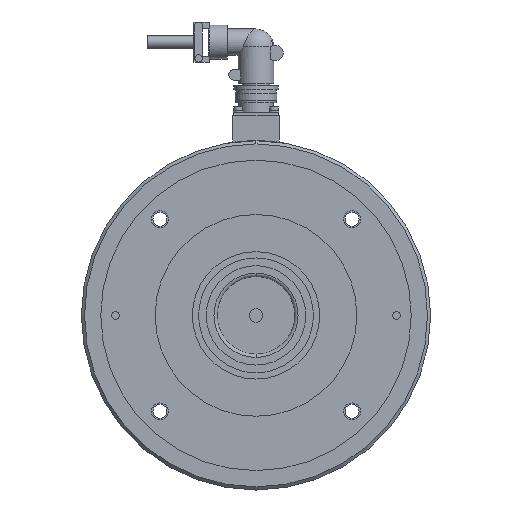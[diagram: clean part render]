
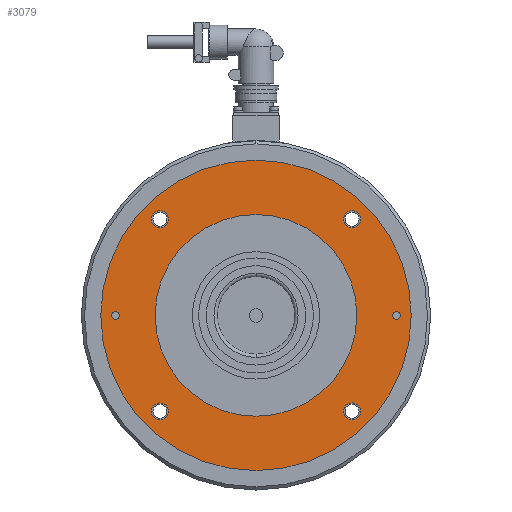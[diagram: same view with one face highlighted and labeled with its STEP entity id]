
A CAD part, left-side view. The second image highlights one B-rep face of the part: STEP entity #3079.
In plain terms, the highlighted face is planar.
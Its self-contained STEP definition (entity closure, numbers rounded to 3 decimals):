
#2429=CARTESIAN_POINT('',(3.1,100.0,0.0));
#2430=VERTEX_POINT('',#2429);
#2439=CARTESIAN_POINT('',(3.1,-100.0,0.));
#2440=VERTEX_POINT('',#2439);
#2441=CARTESIAN_POINT('',(3.1,0.0,0.0));
#2442=DIRECTION('',(1.0,0.0,0.0));
#2443=DIRECTION('',(0.0,1.0,0.0));
#2444=AXIS2_PLACEMENT_3D('',#2441,#2442,#2443);
#2445=CIRCLE('',#2444,100.0);
#2446=EDGE_CURVE('',#2440,#2430,#2445,.T.);
#2599=CARTESIAN_POINT('',(3.1,65.0,0.0));
#2600=VERTEX_POINT('',#2599);
#2616=CARTESIAN_POINT('',(3.1,-65.0,0.));
#2617=VERTEX_POINT('',#2616);
#2624=CARTESIAN_POINT('',(3.1,0.0,0.0));
#2625=DIRECTION('',(1.0,0.0,0.0));
#2626=DIRECTION('',(0.0,1.0,0.0));
#2627=AXIS2_PLACEMENT_3D('',#2624,#2625,#2626);
#2628=CIRCLE('',#2627,65.0);
#2629=EDGE_CURVE('',#2617,#2600,#2628,.T.);
#2641=CARTESIAN_POINT('',(3.1,61.872,-56.372));
#2642=VERTEX_POINT('',#2641);
#2658=CARTESIAN_POINT('',(3.1,61.872,-67.372));
#2659=VERTEX_POINT('',#2658);
#2666=CARTESIAN_POINT('',(3.1,61.872,-61.872));
#2667=DIRECTION('',(-1.0,0.0,0.0));
#2668=DIRECTION('',(0.0,0.0,1.0));
#2669=AXIS2_PLACEMENT_3D('',#2666,#2667,#2668);
#2670=CIRCLE('',#2669,5.5);
#2671=EDGE_CURVE('',#2642,#2659,#2670,.T.);
#2683=CARTESIAN_POINT('',(3.1,90.5,2.5));
#2684=VERTEX_POINT('',#2683);
#2700=CARTESIAN_POINT('',(3.1,90.5,-2.5));
#2701=VERTEX_POINT('',#2700);
#2708=CARTESIAN_POINT('',(3.1,90.5,0.));
#2709=DIRECTION('',(-1.0,0.0,0.0));
#2710=DIRECTION('',(0.0,0.0,1.0));
#2711=AXIS2_PLACEMENT_3D('',#2708,#2709,#2710);
#2712=CIRCLE('',#2711,2.5);
#2713=EDGE_CURVE('',#2684,#2701,#2712,.T.);
#2725=CARTESIAN_POINT('',(3.1,-56.372,-61.872));
#2726=VERTEX_POINT('',#2725);
#2742=CARTESIAN_POINT('',(3.1,-67.372,-61.872));
#2743=VERTEX_POINT('',#2742);
#2750=CARTESIAN_POINT('',(3.1,-61.872,-61.872));
#2751=DIRECTION('',(-1.0,0.0,0.0));
#2752=DIRECTION('',(0.0,1.0,0.0));
#2753=AXIS2_PLACEMENT_3D('',#2750,#2751,#2752);
#2754=CIRCLE('',#2753,5.5);
#2755=EDGE_CURVE('',#2726,#2743,#2754,.T.);
#2767=CARTESIAN_POINT('',(3.1,-61.872,56.372));
#2768=VERTEX_POINT('',#2767);
#2784=CARTESIAN_POINT('',(3.1,-61.872,67.372));
#2785=VERTEX_POINT('',#2784);
#2792=CARTESIAN_POINT('',(3.1,-61.872,61.872));
#2793=DIRECTION('',(-1.0,0.0,0.0));
#2794=DIRECTION('',(0.0,0.0,-1.0));
#2795=AXIS2_PLACEMENT_3D('',#2792,#2793,#2794);
#2796=CIRCLE('',#2795,5.5);
#2797=EDGE_CURVE('',#2768,#2785,#2796,.T.);
#2809=CARTESIAN_POINT('',(3.1,56.372,61.872));
#2810=VERTEX_POINT('',#2809);
#2826=CARTESIAN_POINT('',(3.1,67.372,61.872));
#2827=VERTEX_POINT('',#2826);
#2834=CARTESIAN_POINT('',(3.1,61.872,61.872));
#2835=DIRECTION('',(-1.0,0.0,0.0));
#2836=DIRECTION('',(0.0,-1.0,0.0));
#2837=AXIS2_PLACEMENT_3D('',#2834,#2835,#2836);
#2838=CIRCLE('',#2837,5.5);
#2839=EDGE_CURVE('',#2810,#2827,#2838,.T.);
#2851=CARTESIAN_POINT('',(3.1,-90.5,-2.5));
#2852=VERTEX_POINT('',#2851);
#2868=CARTESIAN_POINT('',(3.1,-90.5,2.5));
#2869=VERTEX_POINT('',#2868);
#2876=CARTESIAN_POINT('',(3.1,-90.5,0.));
#2877=DIRECTION('',(-1.0,0.0,0.0));
#2878=DIRECTION('',(0.0,0.0,-1.0));
#2879=AXIS2_PLACEMENT_3D('',#2876,#2877,#2878);
#2880=CIRCLE('',#2879,2.5);
#2881=EDGE_CURVE('',#2852,#2869,#2880,.T.);
#2892=CARTESIAN_POINT('',(3.1,-90.5,0.));
#2893=DIRECTION('',(-1.0,0.0,0.0));
#2894=DIRECTION('',(0.0,0.0,-1.0));
#2895=AXIS2_PLACEMENT_3D('',#2892,#2893,#2894);
#2896=CIRCLE('',#2895,2.5);
#2897=EDGE_CURVE('',#2869,#2852,#2896,.T.);
#2916=CARTESIAN_POINT('',(3.1,61.872,61.872));
#2917=DIRECTION('',(-1.0,0.0,0.0));
#2918=DIRECTION('',(0.0,-1.0,0.0));
#2919=AXIS2_PLACEMENT_3D('',#2916,#2917,#2918);
#2920=CIRCLE('',#2919,5.5);
#2921=EDGE_CURVE('',#2827,#2810,#2920,.T.);
#2940=CARTESIAN_POINT('',(3.1,-61.872,61.872));
#2941=DIRECTION('',(-1.0,0.0,0.0));
#2942=DIRECTION('',(0.0,0.0,-1.0));
#2943=AXIS2_PLACEMENT_3D('',#2940,#2941,#2942);
#2944=CIRCLE('',#2943,5.5);
#2945=EDGE_CURVE('',#2785,#2768,#2944,.T.);
#2964=CARTESIAN_POINT('',(3.1,-61.872,-61.872));
#2965=DIRECTION('',(-1.0,0.0,0.0));
#2966=DIRECTION('',(0.0,1.0,0.0));
#2967=AXIS2_PLACEMENT_3D('',#2964,#2965,#2966);
#2968=CIRCLE('',#2967,5.5);
#2969=EDGE_CURVE('',#2743,#2726,#2968,.T.);
#2988=CARTESIAN_POINT('',(3.1,90.5,0.));
#2989=DIRECTION('',(-1.0,0.0,0.0));
#2990=DIRECTION('',(0.0,0.0,1.0));
#2991=AXIS2_PLACEMENT_3D('',#2988,#2989,#2990);
#2992=CIRCLE('',#2991,2.5);
#2993=EDGE_CURVE('',#2701,#2684,#2992,.T.);
#3012=CARTESIAN_POINT('',(3.1,61.872,-61.872));
#3013=DIRECTION('',(-1.0,0.0,0.0));
#3014=DIRECTION('',(0.0,0.0,1.0));
#3015=AXIS2_PLACEMENT_3D('',#3012,#3013,#3014);
#3016=CIRCLE('',#3015,5.5);
#3017=EDGE_CURVE('',#2659,#2642,#3016,.T.);
#3030=CARTESIAN_POINT('',(3.1,-110.0,110.0));
#3031=DIRECTION('',(1.0,0.0,0.0));
#3032=DIRECTION('',(0.0,0.0,-1.0));
#3033=AXIS2_PLACEMENT_3D('',#3030,#3031,#3032);
#3034=PLANE('',#3033);
#3035=CARTESIAN_POINT('',(3.1,0.0,0.0));
#3036=DIRECTION('',(1.0,0.0,0.0));
#3037=DIRECTION('',(0.0,1.0,0.0));
#3038=AXIS2_PLACEMENT_3D('',#3035,#3036,#3037);
#3039=CIRCLE('',#3038,100.0);
#3040=EDGE_CURVE('',#2430,#2440,#3039,.T.);
#3041=ORIENTED_EDGE('',*,*,#3040,.T.);
#3042=ORIENTED_EDGE('',*,*,#2446,.T.);
#3043=EDGE_LOOP('',(#3041,#3042));
#3044=FACE_OUTER_BOUND('',#3043,.T.);
#3045=ORIENTED_EDGE('',*,*,#2897,.T.);
#3046=ORIENTED_EDGE('',*,*,#2881,.T.);
#3047=EDGE_LOOP('',(#3045,#3046));
#3048=FACE_BOUND('',#3047,.T.);
#3049=ORIENTED_EDGE('',*,*,#2921,.T.);
#3050=ORIENTED_EDGE('',*,*,#2839,.T.);
#3051=EDGE_LOOP('',(#3049,#3050));
#3052=FACE_BOUND('',#3051,.T.);
#3053=ORIENTED_EDGE('',*,*,#2945,.T.);
#3054=ORIENTED_EDGE('',*,*,#2797,.T.);
#3055=EDGE_LOOP('',(#3053,#3054));
#3056=FACE_BOUND('',#3055,.T.);
#3057=ORIENTED_EDGE('',*,*,#2969,.T.);
#3058=ORIENTED_EDGE('',*,*,#2755,.T.);
#3059=EDGE_LOOP('',(#3057,#3058));
#3060=FACE_BOUND('',#3059,.T.);
#3061=ORIENTED_EDGE('',*,*,#2993,.T.);
#3062=ORIENTED_EDGE('',*,*,#2713,.T.);
#3063=EDGE_LOOP('',(#3061,#3062));
#3064=FACE_BOUND('',#3063,.T.);
#3065=ORIENTED_EDGE('',*,*,#3017,.T.);
#3066=ORIENTED_EDGE('',*,*,#2671,.T.);
#3067=EDGE_LOOP('',(#3065,#3066));
#3068=FACE_BOUND('',#3067,.T.);
#3069=CARTESIAN_POINT('',(3.1,0.0,0.0));
#3070=DIRECTION('',(1.0,0.0,0.0));
#3071=DIRECTION('',(0.0,1.0,0.0));
#3072=AXIS2_PLACEMENT_3D('',#3069,#3070,#3071);
#3073=CIRCLE('',#3072,65.0);
#3074=EDGE_CURVE('',#2600,#2617,#3073,.T.);
#3075=ORIENTED_EDGE('',*,*,#3074,.F.);
#3076=ORIENTED_EDGE('',*,*,#2629,.F.);
#3077=EDGE_LOOP('',(#3075,#3076));
#3078=FACE_BOUND('',#3077,.T.);
#3079=ADVANCED_FACE('',(#3044,#3048,#3052,#3056,#3060,#3064,#3068,#3078),#3034,.T.);
